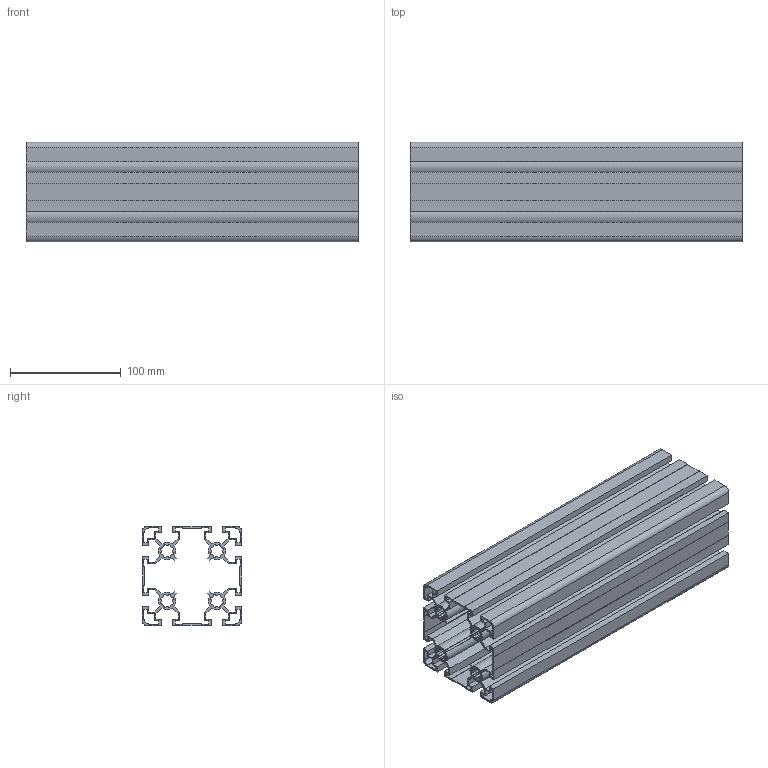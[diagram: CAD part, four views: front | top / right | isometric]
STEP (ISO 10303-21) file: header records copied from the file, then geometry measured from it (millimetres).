
FILE_DESCRIPTION (( 'STEP AP214' ), '1' );
FILE_NAME ('3_842_993_449_300-Bosch.step', '2020-07-03T06:29:01', ( '' ), ( '' ), 'SwSTEP 2.0', 'SolidWorks 2010', '' );
FILE_SCHEMA (( 'AUTOMOTIVE_DESIGN' ));
Length unit declared in the file: millimetre
Products named in the file (1): 3_842_993_449_300-Bosch
Bounding box: 300 x 90 x 90 mm (x, y, z)
Volume: 421452.8 mm3; surface area: 472981.3 mm2
Topology: 1 solids, 1 shells, 354 faces, 1056 edges, 704 vertices
Faces by surface type: plane 262, cylinder 92
Entity records: 11894 total; most frequent: CARTESIAN_POINT 2115, ORIENTED_EDGE 2112, DIRECTION 1950, EDGE_CURVE 1056, VECTOR 872, LINE 872, VERTEX_POINT 704, AXIS2_PLACEMENT_3D 539
